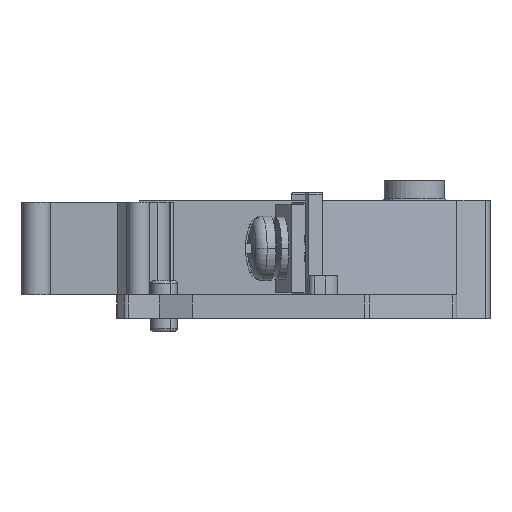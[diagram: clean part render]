
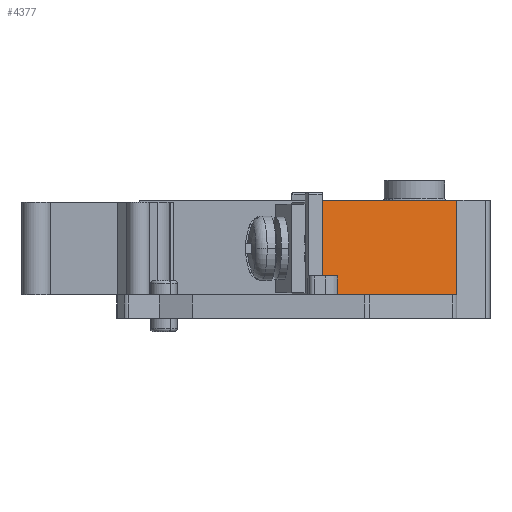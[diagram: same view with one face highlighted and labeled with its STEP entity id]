
A CAD part, left-side view. The second image highlights one B-rep face of the part: STEP entity #4377.
In plain terms, the highlighted planar face has unit normal (-0.963, -0.271, 0).
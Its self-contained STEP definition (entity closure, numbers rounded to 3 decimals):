
#286=DIRECTION('',(0.,0.,-1.));
#287=VECTOR('',#286,10.);
#288=CARTESIAN_POINT('',(1169.285,438.958,12.5));
#289=LINE('',#288,#287);
#298=DIRECTION('',(-0.271,0.963,0.));
#299=VECTOR('',#298,1.608);
#300=CARTESIAN_POINT('',(1165.718,451.647,4.5));
#301=LINE('',#300,#299);
#390=DIRECTION('',(-0.271,0.963,0.));
#391=VECTOR('',#390,13.181);
#392=CARTESIAN_POINT('',(1169.285,438.958,2.5));
#393=LINE('',#392,#391);
#1295=DIRECTION('',(0.271,-0.963,0.));
#1296=VECTOR('',#1295,14.789);
#1297=CARTESIAN_POINT('',(1165.283,453.195,12.5));
#1298=LINE('',#1297,#1296);
#1327=DIRECTION('',(0.,0.,-1.));
#1328=VECTOR('',#1327,8.);
#1329=CARTESIAN_POINT('',(1165.283,453.195,12.5));
#1330=LINE('',#1329,#1328);
#2966=DIRECTION('',(0.,0.,1.));
#2967=VECTOR('',#2966,2.);
#2968=CARTESIAN_POINT('',(1165.718,451.647,2.5));
#2969=LINE('',#2968,#2967);
#3682=CARTESIAN_POINT('',(1169.285,438.958,12.5));
#3683=CARTESIAN_POINT('',(1169.285,438.958,2.5));
#3684=VERTEX_POINT('',#3682);
#3685=VERTEX_POINT('',#3683);
#3688=CARTESIAN_POINT('',(1165.718,451.647,4.5));
#3689=CARTESIAN_POINT('',(1165.283,453.195,4.5));
#3690=VERTEX_POINT('',#3688);
#3691=VERTEX_POINT('',#3689);
#3692=CARTESIAN_POINT('',(1165.718,451.647,2.5));
#3693=VERTEX_POINT('',#3692);
#3694=CARTESIAN_POINT('',(1165.283,453.195,12.5));
#3695=VERTEX_POINT('',#3694);
#4359=CARTESIAN_POINT('',(1167.284,446.076,7.5));
#4360=DIRECTION('',(0.963,0.271,0.));
#4361=DIRECTION('',(-0.271,0.963,0.));
#4362=AXIS2_PLACEMENT_3D('',#4359,#4360,#4361);
#4363=PLANE('',#4362);
#4365=ORIENTED_EDGE('',*,*,#4364,.T.);
#4367=ORIENTED_EDGE('',*,*,#4366,.F.);
#4369=ORIENTED_EDGE('',*,*,#4368,.T.);
#4370=ORIENTED_EDGE('',*,*,#4347,.T.);
#4372=ORIENTED_EDGE('',*,*,#4371,.T.);
#4374=ORIENTED_EDGE('',*,*,#4373,.T.);
#4375=EDGE_LOOP('',(#4365,#4367,#4369,#4370,#4372,#4374));
#4376=FACE_OUTER_BOUND('',#4375,.F.);
#4347=EDGE_CURVE('',#3684,#3685,#289,.T.);
#4364=EDGE_CURVE('',#3690,#3691,#301,.T.);
#4366=EDGE_CURVE('',#3695,#3691,#1330,.T.);
#4368=EDGE_CURVE('',#3695,#3684,#1298,.T.);
#4371=EDGE_CURVE('',#3685,#3693,#393,.T.);
#4373=EDGE_CURVE('',#3693,#3690,#2969,.T.);
#4377=ADVANCED_FACE('',(#4376),#4363,.F.);
